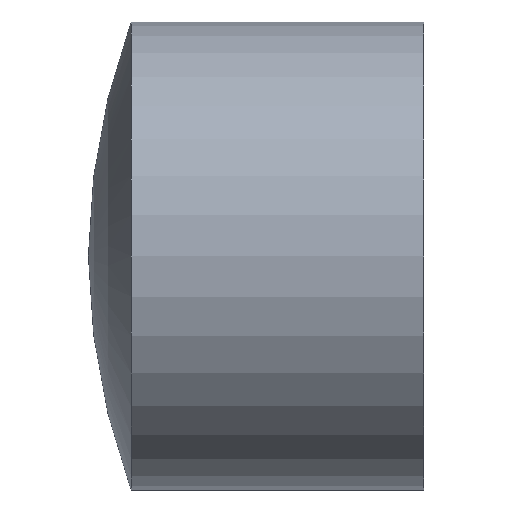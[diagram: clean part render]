
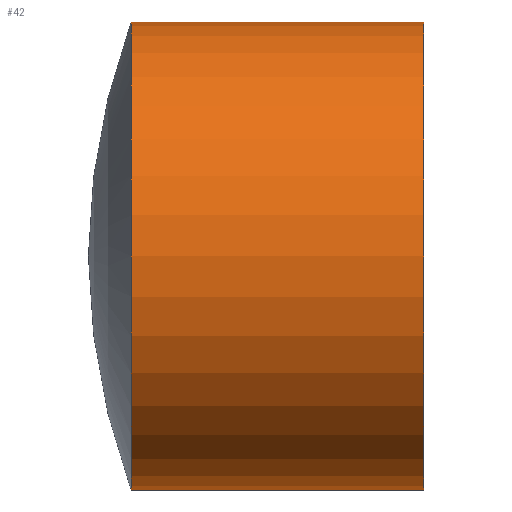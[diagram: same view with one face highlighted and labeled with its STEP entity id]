
A CAD part, left-side view. The second image highlights one B-rep face of the part: STEP entity #42.
In plain terms, the highlighted cylindrical face has radius 100 mm (diameter 200 mm), a partial arc.
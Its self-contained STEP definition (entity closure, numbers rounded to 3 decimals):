
#1 = DIRECTION ( 'NONE',  ( 0., -1., 0. ) ) ;
#2 = CARTESIAN_POINT ( 'NONE',  ( 0., 125.028, 0. ) ) ;
#12 = DIRECTION ( 'NONE',  ( 0., 0., -1. ) ) ;
#13 = DIRECTION ( 'NONE',  ( 0., -1., 0. ) ) ;
#14 = CARTESIAN_POINT ( 'NONE',  ( 0., 0., 0. ) ) ;
#21 = CARTESIAN_POINT ( 'NONE',  ( 0., 0., 100. ) ) ;
#29 = CARTESIAN_POINT ( 'NONE',  ( 0., 125.028, 100. ) ) ;
#31 = AXIS2_PLACEMENT_3D ( 'NONE', #2, #1, #250 ) ;
#42 = ADVANCED_FACE ( 'NONE', ( #180 ), #177, .T. ) ;
#52 = CIRCLE ( 'NONE', #31, 100. ) ;
#53 = AXIS2_PLACEMENT_3D ( 'NONE', #14, #13, #12 ) ;
#58 = CIRCLE ( 'NONE', #53, 100. ) ;
#60 = DIRECTION ( 'NONE',  ( 0., -1., 0. ) ) ;
#61 = CARTESIAN_POINT ( 'NONE',  ( 0., 0., -100. ) ) ;
#63 = LINE ( 'NONE', #61, #109 ) ;
#97 = CARTESIAN_POINT ( 'NONE',  ( 0., 0., -100. ) ) ;
#109 = VECTOR ( 'NONE', #60, 1000. ) ;
#113 = EDGE_CURVE ( 'NONE', #258, #230, #125, .T. ) ;
#122 = DIRECTION ( 'NONE',  ( 0., -1., 0. ) ) ;
#124 = CARTESIAN_POINT ( 'NONE',  ( 0., 0., 100. ) ) ;
#125 = LINE ( 'NONE', #124, #147 ) ;
#147 = VECTOR ( 'NONE', #122, 1000. ) ;
#167 = DIRECTION ( 'NONE',  ( 0., 0., -1. ) ) ;
#172 = DIRECTION ( 'NONE',  ( 0., -1., 0. ) ) ;
#175 = CARTESIAN_POINT ( 'NONE',  ( 0., 0., 0. ) ) ;
#177 = CYLINDRICAL_SURFACE ( 'NONE', #189, 100. ) ;
#180 = FACE_OUTER_BOUND ( 'NONE', #243, .T. ) ;
#182 = EDGE_CURVE ( 'NONE', #274, #272, #63, .T. ) ;
#189 = AXIS2_PLACEMENT_3D ( 'NONE', #175, #172, #167 ) ;
#207 = ORIENTED_EDGE ( 'NONE', *, *, #182, .T. ) ;
#210 = ORIENTED_EDGE ( 'NONE', *, *, #269, .T. ) ;
#212 = ORIENTED_EDGE ( 'NONE', *, *, #113, .F. ) ;
#224 = CARTESIAN_POINT ( 'NONE',  ( 0., 125.028, -100. ) ) ;
#230 = VERTEX_POINT ( 'NONE', #21 ) ;
#243 = EDGE_LOOP ( 'NONE', ( #212, #210, #207, #262 ) ) ;
#245 = EDGE_CURVE ( 'NONE', #230, #272, #58, .T. ) ;
#250 = DIRECTION ( 'NONE',  ( 0., 0., -1. ) ) ;
#258 = VERTEX_POINT ( 'NONE', #29 ) ;
#262 = ORIENTED_EDGE ( 'NONE', *, *, #245, .F. ) ;
#269 = EDGE_CURVE ( 'NONE', #258, #274, #52, .T. ) ;
#272 = VERTEX_POINT ( 'NONE', #97 ) ;
#274 = VERTEX_POINT ( 'NONE', #224 ) ;
